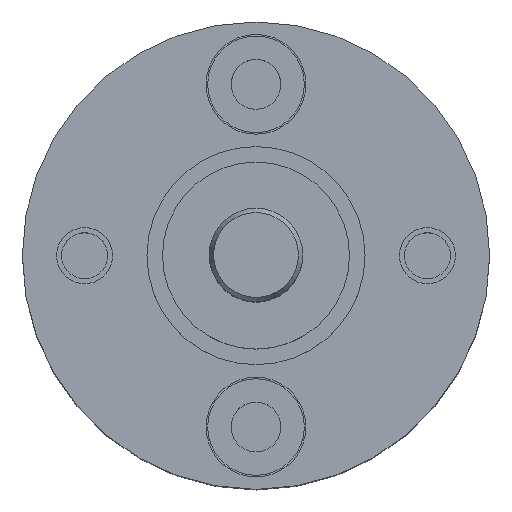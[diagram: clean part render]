
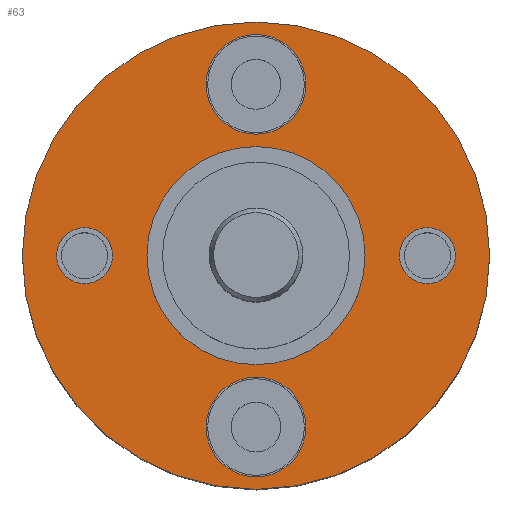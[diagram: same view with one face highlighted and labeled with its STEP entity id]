
A CAD part, top view. The second image highlights one B-rep face of the part: STEP entity #63.
In plain terms, the highlighted planar face has unit normal (0, 0, 1).
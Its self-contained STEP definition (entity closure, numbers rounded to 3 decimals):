
#63=ADVANCED_FACE('',(#126,#127,#128,#129,#130,#131),#105,.T.);
#105=PLANE('',#497);
#126=FACE_BOUND('',#202,.T.);
#127=FACE_BOUND('',#203,.T.);
#128=FACE_BOUND('',#204,.T.);
#129=FACE_BOUND('',#205,.T.);
#130=FACE_BOUND('',#206,.T.);
#131=FACE_BOUND('',#207,.T.);
#202=EDGE_LOOP('',(#284));
#203=EDGE_LOOP('',(#285));
#204=EDGE_LOOP('',(#286));
#205=EDGE_LOOP('',(#287));
#206=EDGE_LOOP('',(#288));
#207=EDGE_LOOP('',(#289));
#284=ORIENTED_EDGE('',*,*,#407,.T.);
#285=ORIENTED_EDGE('',*,*,#408,.T.);
#286=ORIENTED_EDGE('',*,*,#409,.F.);
#287=ORIENTED_EDGE('',*,*,#410,.F.);
#288=ORIENTED_EDGE('',*,*,#411,.F.);
#289=ORIENTED_EDGE('',*,*,#412,.T.);
#366=VERTEX_POINT('',#746);
#367=VERTEX_POINT('',#748);
#368=VERTEX_POINT('',#750);
#369=VERTEX_POINT('',#752);
#370=VERTEX_POINT('',#754);
#371=VERTEX_POINT('',#756);
#407=EDGE_CURVE('',#366,#366,#448,.T.);
#408=EDGE_CURVE('',#367,#367,#449,.T.);
#409=EDGE_CURVE('',#368,#368,#450,.T.);
#410=EDGE_CURVE('',#369,#369,#451,.T.);
#411=EDGE_CURVE('',#370,#370,#452,.T.);
#412=EDGE_CURVE('',#371,#371,#453,.T.);
#448=CIRCLE('',#491,0.9);
#449=CIRCLE('',#492,0.9);
#450=CIRCLE('',#493,1.6);
#451=CIRCLE('',#494,3.5);
#452=CIRCLE('',#495,7.5);
#453=CIRCLE('',#496,1.6);
#491=AXIS2_PLACEMENT_3D('',#745,#579,#580);
#492=AXIS2_PLACEMENT_3D('',#747,#581,#582);
#493=AXIS2_PLACEMENT_3D('',#749,#583,#584);
#494=AXIS2_PLACEMENT_3D('',#751,#585,#586);
#495=AXIS2_PLACEMENT_3D('',#753,#587,#588);
#496=AXIS2_PLACEMENT_3D('',#755,#589,#590);
#497=AXIS2_PLACEMENT_3D('',#757,#591,#592);
#579=DIRECTION('',(0.,0.,-1.));
#580=DIRECTION('',(1.,0.,0.));
#581=DIRECTION('',(0.,0.,-1.));
#582=DIRECTION('',(-1.,0.,0.));
#583=DIRECTION('',(0.,0.,1.));
#584=DIRECTION('',(1.,0.,0.));
#585=DIRECTION('',(0.,0.,1.));
#586=DIRECTION('',(1.,0.,0.));
#587=DIRECTION('',(0.,0.,-1.));
#588=DIRECTION('',(-1.,0.,0.));
#589=DIRECTION('',(0.,0.,-1.));
#590=DIRECTION('',(1.,0.,0.));
#591=DIRECTION('',(0.,0.,1.));
#592=DIRECTION('',(1.,0.,0.));
#745=CARTESIAN_POINT('',(5.5,0.,0.));
#746=CARTESIAN_POINT('',(6.4,0.,0.));
#747=CARTESIAN_POINT('',(-5.5,0.,0.));
#748=CARTESIAN_POINT('',(-6.4,0.,0.));
#749=CARTESIAN_POINT('',(0.,-5.5,0.));
#750=CARTESIAN_POINT('',(1.6,-5.5,0.));
#751=CARTESIAN_POINT('',(0.,0.,0.));
#752=CARTESIAN_POINT('',(3.5,0.,0.));
#753=CARTESIAN_POINT('',(0.,0.,0.));
#754=CARTESIAN_POINT('',(-7.5,0.,0.));
#755=CARTESIAN_POINT('',(0.,5.5,0.));
#756=CARTESIAN_POINT('',(1.6,5.5,0.));
#757=CARTESIAN_POINT('',(0.,0.,0.));
